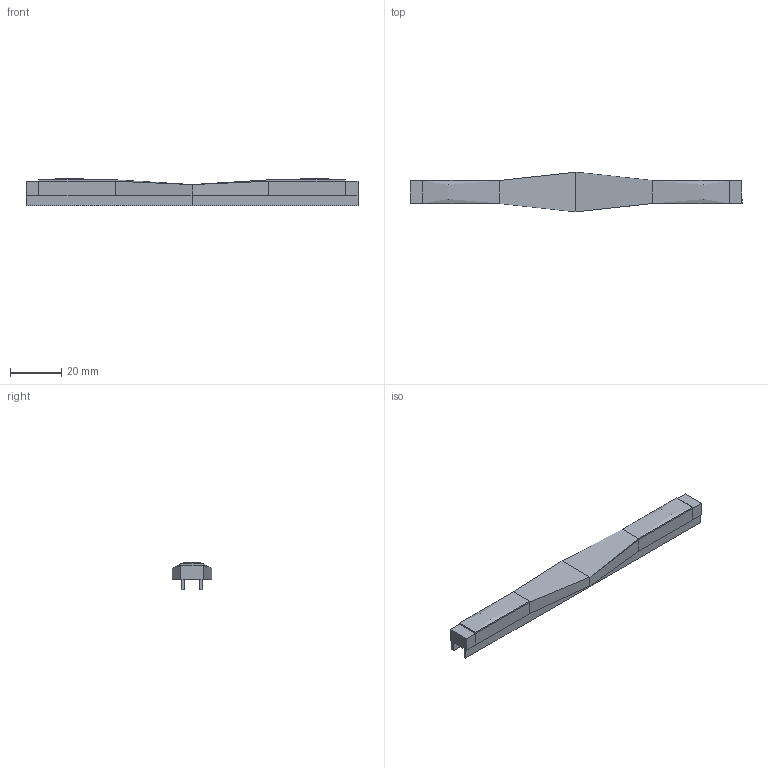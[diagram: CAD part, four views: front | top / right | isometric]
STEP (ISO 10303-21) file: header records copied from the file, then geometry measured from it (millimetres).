
FILE_DESCRIPTION(/* description */ (''),/* implementation_level */ '2;1');
FILE_NAME(/* name */ 'TAILLE~1',/* time_stamp */ '2021-04-12T16:49:21+02:00',/* author */ (''),/* organization */ (''),/* preprocessor_version */ 'ST-DEVELOPER v15',/* originating_system */ '',/* authorisation */ '');
FILE_SCHEMA (('AUTOMOTIVE_DESIGN'));
Length unit declared in the file: millimetre
Products named in the file (1): Document
Bounding box: 130 x 15.5 x 10.59 mm (x, y, z)
Volume: 9600.5 mm3; surface area: 6551.7 mm2
Topology: 1 solids, 1 shells, 60 faces, 155 edges, 141 vertices
Faces by surface type: bspline 48, plane 12
Entity records: 3301 total; most frequent: CARTESIAN_POINT 2113, ORIENTED_EDGE 260, EDGE_CURVE 130, B_SPLINE_CURVE_WITH_KNOTS 128, VERTEX_POINT 72, PRESENTATION_LAYER_ASSIGNMENT 68, EDGE_LOOP 64, ADVANCED_FACE 60
